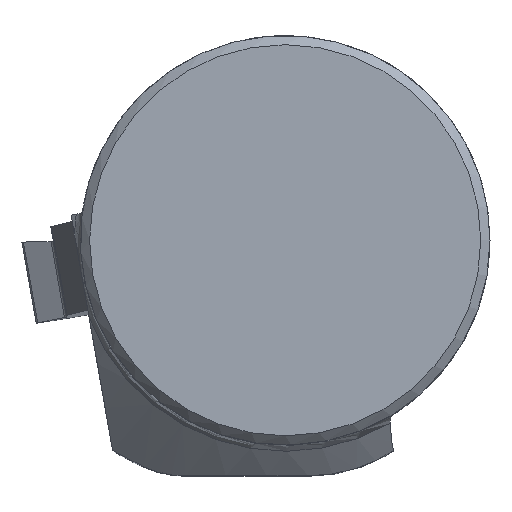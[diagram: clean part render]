
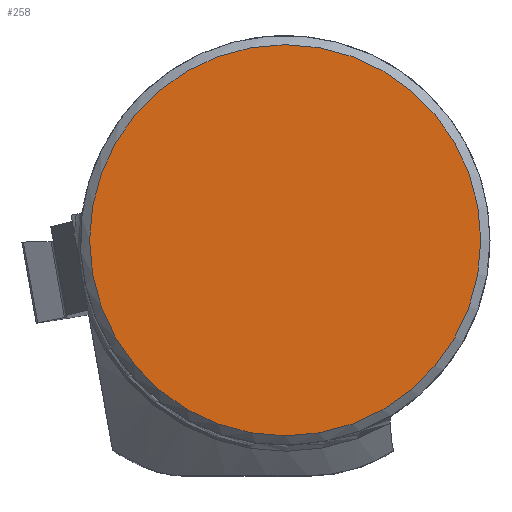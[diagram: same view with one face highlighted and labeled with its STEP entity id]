
A CAD part, top view. The second image highlights one B-rep face of the part: STEP entity #258.
In plain terms, the highlighted planar face has unit normal (0, 0, 1).
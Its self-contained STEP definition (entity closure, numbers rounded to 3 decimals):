
#154=CIRCLE('',#1633,9.549);
#189=PLANE('',#1635);
#258=ADVANCED_FACE('',(#348),#189,.F.);
#348=FACE_OUTER_BOUND('',#428,.T.);
#428=EDGE_LOOP('',(#815));
#815=ORIENTED_EDGE('',*,*,#1184,.F.);
#995=VERTEX_POINT('',#2702);
#1184=EDGE_CURVE('',#995,#995,#154,.T.);
#1633=AXIS2_PLACEMENT_3D('',#2701,#2005,#2006);
#1635=AXIS2_PLACEMENT_3D('',#2704,#2009,#2010);
#2005=DIRECTION('',(0.,0.,-1.));
#2006=DIRECTION('',(1.,0.,0.));
#2009=DIRECTION('',(0.,0.,-1.));
#2010=DIRECTION('',(-1.,0.,0.));
#2701=CARTESIAN_POINT('',(0.,0.,0.));
#2702=CARTESIAN_POINT('',(9.549,0.,0.));
#2704=CARTESIAN_POINT('',(-9.549,0.,0.));
